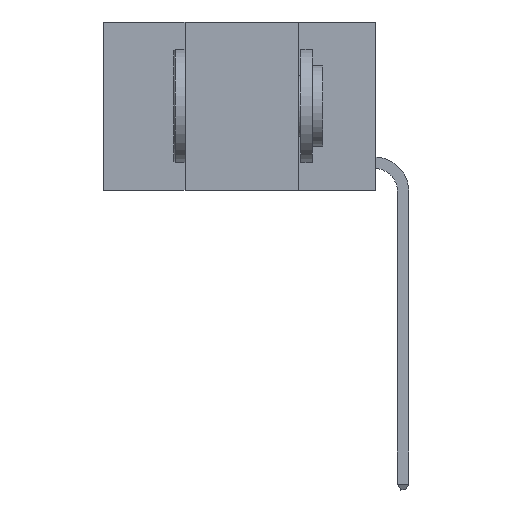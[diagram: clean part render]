
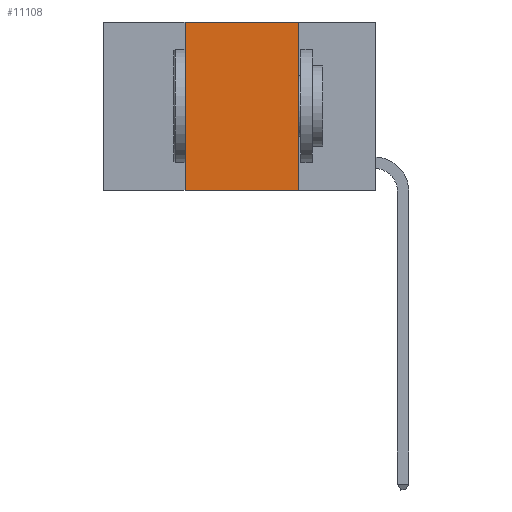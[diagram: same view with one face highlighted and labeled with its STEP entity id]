
A CAD part, left-side view. The second image highlights one B-rep face of the part: STEP entity #11108.
In plain terms, the highlighted planar face has unit normal (-1, 0, 0).
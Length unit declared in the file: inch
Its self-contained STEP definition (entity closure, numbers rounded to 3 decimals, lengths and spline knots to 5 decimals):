
#324 = LINE ( 'NONE', #9391, #16765 ) ;
#567 = DIRECTION ( 'NONE',  ( 0., 0., 1. ) ) ;
#646 = CARTESIAN_POINT ( 'NONE',  ( 0., 0.17, 0. ) ) ;
#766 = FACE_OUTER_BOUND ( 'NONE', #18377, .T. ) ;
#1122 = EDGE_CURVE ( 'NONE', #7712, #6348, #3758, .T. ) ;
#3075 = EDGE_CURVE ( 'NONE', #3502, #6348, #4795, .T. ) ;
#3502 = VERTEX_POINT ( 'NONE', #4085 ) ;
#3758 = LINE ( 'NONE', #646, #20335 ) ;
#4085 = CARTESIAN_POINT ( 'NONE',  ( 0., 0.42, -0.37 ) ) ;
#4305 = CARTESIAN_POINT ( 'NONE',  ( 0., 0.42, 0. ) ) ;
#4795 = LINE ( 'NONE', #14505, #9542 ) ;
#5305 = VERTEX_POINT ( 'NONE', #4305 ) ;
#5863 = ORIENTED_EDGE ( 'NONE', *, *, #12292, .F. ) ;
#5935 = EDGE_CURVE ( 'NONE', #3502, #5305, #16505, .T. ) ;
#6211 = ORIENTED_EDGE ( 'NONE', *, *, #1122, .F. ) ;
#6348 = VERTEX_POINT ( 'NONE', #17623 ) ;
#7128 = DIRECTION ( 'NONE',  ( 1., 0., 0. ) ) ;
#7712 = VERTEX_POINT ( 'NONE', #18324 ) ;
#8154 = DIRECTION ( 'NONE',  ( 0., -1., 0. ) ) ;
#8873 = DIRECTION ( 'NONE',  ( 0., 0., -1. ) ) ;
#9391 = CARTESIAN_POINT ( 'NONE',  ( 0., 0.6, 0. ) ) ;
#9411 = AXIS2_PLACEMENT_3D ( 'NONE', #13774, #7128, #8873 ) ;
#9542 = VECTOR ( 'NONE', #8154, 39.37008 ) ;
#9953 = CARTESIAN_POINT ( 'NONE',  ( 0., 0.42, 0. ) ) ;
#11108 = ADVANCED_FACE ( 'NONE', ( #766 ), #11884, .F. ) ;
#11884 = PLANE ( 'NONE',  #9411 ) ;
#12191 = VECTOR ( 'NONE', #567, 39.37008 ) ;
#12292 = EDGE_CURVE ( 'NONE', #5305, #7712, #324, .T. ) ;
#12711 = DIRECTION ( 'NONE',  ( 0., -1., 0. ) ) ;
#13262 = ORIENTED_EDGE ( 'NONE', *, *, #5935, .F. ) ;
#13774 = CARTESIAN_POINT ( 'NONE',  ( 0., 0.6, 0. ) ) ;
#14505 = CARTESIAN_POINT ( 'NONE',  ( 0., 0.6, -0.37 ) ) ;
#16505 = LINE ( 'NONE', #9953, #12191 ) ;
#16765 = VECTOR ( 'NONE', #12711, 39.37008 ) ;
#16872 = DIRECTION ( 'NONE',  ( 0., 0., -1. ) ) ;
#17418 = ORIENTED_EDGE ( 'NONE', *, *, #3075, .T. ) ;
#17623 = CARTESIAN_POINT ( 'NONE',  ( 0., 0.17, -0.37 ) ) ;
#18324 = CARTESIAN_POINT ( 'NONE',  ( 0., 0.17, 0. ) ) ;
#18377 = EDGE_LOOP ( 'NONE', ( #6211, #5863, #13262, #17418 ) ) ;
#20335 = VECTOR ( 'NONE', #16872, 39.37008 ) ;
